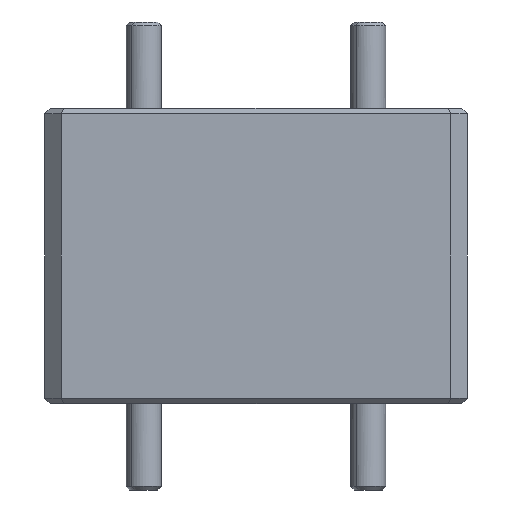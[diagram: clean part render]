
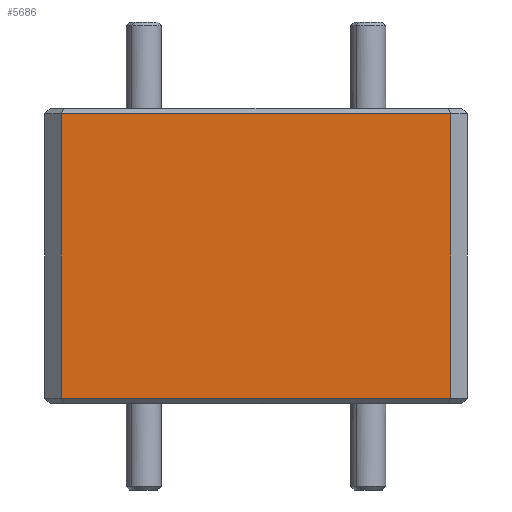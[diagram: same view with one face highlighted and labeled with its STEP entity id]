
A CAD part, left-side view. The second image highlights one B-rep face of the part: STEP entity #5686.
In plain terms, the highlighted planar face has unit normal (-1, 0, 0).
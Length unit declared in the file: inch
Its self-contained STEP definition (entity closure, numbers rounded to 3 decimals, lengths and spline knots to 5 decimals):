
#833 = CARTESIAN_POINT ( 'NONE',  ( -0.375, -0.345, 0.253 ) ) ;
#877 = VERTEX_POINT ( 'NONE', #833 ) ;
#1256 = DIRECTION ( 'NONE',  ( 0., 1., 0. ) ) ;
#1834 = VECTOR ( 'NONE', #6787, 39.37008 ) ;
#1850 = VECTOR ( 'NONE', #6038, 39.37008 ) ;
#2030 = ORIENTED_EDGE ( 'NONE', *, *, #3143, .T. ) ;
#3143 = EDGE_CURVE ( 'NONE', #5474, #5493, #7286, .T. ) ;
#3464 = CARTESIAN_POINT ( 'NONE',  ( -0.375, -0.345, -0.114 ) ) ;
#4286 = CARTESIAN_POINT ( 'NONE',  ( -0.375, -0.345, -0.251 ) ) ;
#4330 = FACE_OUTER_BOUND ( 'NONE', #4699, .T. ) ;
#4424 = PLANE ( 'NONE',  #8078 ) ;
#4538 = CARTESIAN_POINT ( 'NONE',  ( -0.375, -0.375, -0.114 ) ) ;
#4699 = EDGE_LOOP ( 'NONE', ( #2030, #9412, #10555, #6961 ) ) ;
#4768 = CARTESIAN_POINT ( 'NONE',  ( -0.375, 0.345, 0.253 ) ) ;
#4829 = CARTESIAN_POINT ( 'NONE',  ( -0.375, 0.345, -0.251 ) ) ;
#5159 = LINE ( 'NONE', #4286, #1850 ) ;
#5323 = VECTOR ( 'NONE', #1256, 39.37008 ) ;
#5402 = CARTESIAN_POINT ( 'NONE',  ( -0.375, 0., 0.253 ) ) ;
#5474 = VERTEX_POINT ( 'NONE', #4768 ) ;
#5493 = VERTEX_POINT ( 'NONE', #4829 ) ;
#5686 = ADVANCED_FACE ( 'NONE', ( #4330 ), #4424, .F. ) ;
#6038 = DIRECTION ( 'NONE',  ( 0., -1., 0. ) ) ;
#6074 = DIRECTION ( 'NONE',  ( 0., 0., -1. ) ) ;
#6355 = EDGE_CURVE ( 'NONE', #5493, #7329, #5159, .T. ) ;
#6421 = CARTESIAN_POINT ( 'NONE',  ( -0.375, 0.345, -0.114 ) ) ;
#6767 = EDGE_CURVE ( 'NONE', #7329, #877, #8477, .T. ) ;
#6787 = DIRECTION ( 'NONE',  ( 0., 0., 1. ) ) ;
#6961 = ORIENTED_EDGE ( 'NONE', *, *, #9213, .T. ) ;
#7144 = LINE ( 'NONE', #5402, #5323 ) ;
#7286 = LINE ( 'NONE', #6421, #7737 ) ;
#7329 = VERTEX_POINT ( 'NONE', #10640 ) ;
#7737 = VECTOR ( 'NONE', #7952, 39.37008 ) ;
#7952 = DIRECTION ( 'NONE',  ( 0., 0., -1. ) ) ;
#8078 = AXIS2_PLACEMENT_3D ( 'NONE', #4538, #9508, #6074 ) ;
#8477 = LINE ( 'NONE', #3464, #1834 ) ;
#9213 = EDGE_CURVE ( 'NONE', #877, #5474, #7144, .T. ) ;
#9412 = ORIENTED_EDGE ( 'NONE', *, *, #6355, .T. ) ;
#9508 = DIRECTION ( 'NONE',  ( 1., 0., 0. ) ) ;
#10555 = ORIENTED_EDGE ( 'NONE', *, *, #6767, .T. ) ;
#10640 = CARTESIAN_POINT ( 'NONE',  ( -0.375, -0.345, -0.251 ) ) ;
